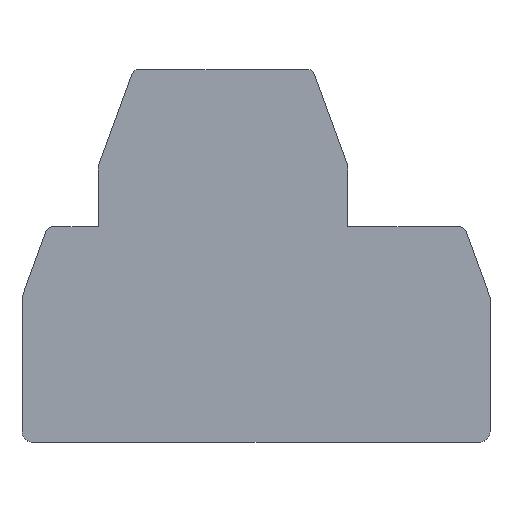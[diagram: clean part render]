
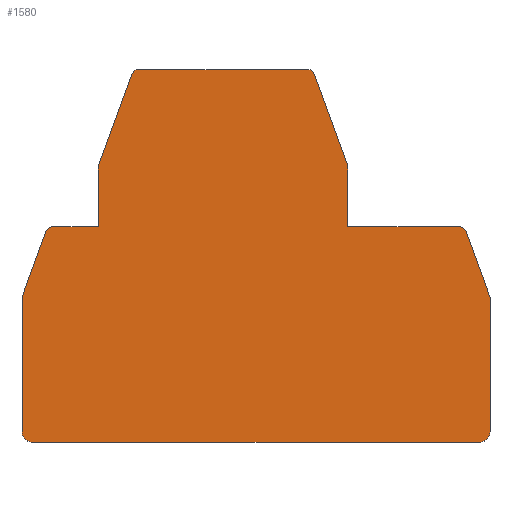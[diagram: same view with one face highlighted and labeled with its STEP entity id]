
A CAD part, top view. The second image highlights one B-rep face of the part: STEP entity #1580.
In plain terms, the highlighted face is planar.
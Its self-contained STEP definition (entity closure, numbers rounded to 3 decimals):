
#10=CARTESIAN_POINT('',(3.9,26.48,-3.));
#20=DIRECTION('',(0.,0.,-1.));
#30=DIRECTION('',(1.,0.,0.));
#40=AXIS2_PLACEMENT_3D('',#10,#20,#30);
#50=PLANE('',#40);
#60=CARTESIAN_POINT('',(-546.44,1457.392,-3.));
#70=DIRECTION('',(0.,0.,-1.));
#80=DIRECTION('',(1.,0.,0.));
#90=AXIS2_PLACEMENT_3D('',#60,#70,#80);
#100=CIRCLE('',#90,1.);
#110=CARTESIAN_POINT('',(-546.782,1456.452,-3.));
#120=VERTEX_POINT('',#110);
#130=CARTESIAN_POINT('',(-547.44,1457.392,-3.));
#140=VERTEX_POINT('',#130);
#150=EDGE_CURVE('',#120,#140,#100,.T.);
#160=ORIENTED_EDGE('',*,*,#150,.T.);
#170=CARTESIAN_POINT('',(-546.594,1456.384,-3.));
#180=DIRECTION('',(-0.94,0.342,0.));
#190=VECTOR('',#180,1.);
#200=LINE('',#170,#190);
#210=CARTESIAN_POINT('',(-534.252,1451.891,-3.));
#220=VERTEX_POINT('',#210);
#230=EDGE_CURVE('',#220,#120,#200,.T.);
#240=ORIENTED_EDGE('',*,*,#230,.T.);
#250=CARTESIAN_POINT('',(-525.94,1451.891,-3.));
#260=DIRECTION('',(-1.,0.,0.));
#270=VECTOR('',#260,1.);
#280=LINE('',#250,#270);
#290=CARTESIAN_POINT('',(-525.94,1451.891,-3.));
#300=VERTEX_POINT('',#290);
#310=EDGE_CURVE('',#300,#220,#280,.T.);
#320=ORIENTED_EDGE('',*,*,#310,.T.);
#330=CARTESIAN_POINT('',(-525.94,1436.642,-3.));
#340=DIRECTION('',(0.,1.,0.));
#350=VECTOR('',#340,1.);
#360=LINE('',#330,#350);
#370=CARTESIAN_POINT('',(-525.94,1436.642,-3.));
#380=VERTEX_POINT('',#370);
#390=EDGE_CURVE('',#380,#300,#360,.T.);
#400=ORIENTED_EDGE('',*,*,#390,.T.);
#410=CARTESIAN_POINT('',(-524.94,1436.642,-3.));
#420=DIRECTION('',(0.,0.,-1.));
#430=DIRECTION('',(1.,0.,0.));
#440=AXIS2_PLACEMENT_3D('',#410,#420,#430);
#450=CIRCLE('',#440,1.);
#460=CARTESIAN_POINT('',(-525.282,1435.702,-3.));
#470=VERTEX_POINT('',#460);
#480=EDGE_CURVE('',#470,#380,#450,.T.);
#490=ORIENTED_EDGE('',*,*,#480,.T.);
#500=CARTESIAN_POINT('',(-516.324,1432.441,-3.));
#510=DIRECTION('',(-0.94,0.342,0.));
#520=VECTOR('',#510,1.);
#530=LINE('',#500,#520);
#540=CARTESIAN_POINT('',(-516.324,1432.441,-3.));
#550=VERTEX_POINT('',#540);
#560=EDGE_CURVE('',#550,#470,#530,.T.);
#570=ORIENTED_EDGE('',*,*,#560,.T.);
#580=CARTESIAN_POINT('',(-497.94,1432.441,-3.));
#590=DIRECTION('',(-1.,0.,0.));
#600=VECTOR('',#590,1.);
#610=LINE('',#580,#600);
#620=CARTESIAN_POINT('',(-497.94,1432.441,-3.));
#630=VERTEX_POINT('',#620);
#640=EDGE_CURVE('',#630,#550,#610,.T.);
#650=ORIENTED_EDGE('',*,*,#640,.T.);
#660=CARTESIAN_POINT('',(-497.94,1433.941,-3.));
#670=DIRECTION('',(0.,0.,-1.));
#680=DIRECTION('',(1.,0.,0.));
#690=AXIS2_PLACEMENT_3D('',#660,#670,#680);
#700=CIRCLE('',#690,1.5);
#710=CARTESIAN_POINT('',(-496.44,1433.941,-3.));
#720=VERTEX_POINT('',#710);
#730=EDGE_CURVE('',#720,#630,#700,.T.);
#740=ORIENTED_EDGE('',*,*,#730,.T.);
#750=CARTESIAN_POINT('',(-496.44,1494.941,-3.));
#760=DIRECTION('',(0.,-1.,0.));
#770=VECTOR('',#760,1.);
#780=LINE('',#750,#770);
#790=CARTESIAN_POINT('',(-496.44,1494.941,-3.));
#800=VERTEX_POINT('',#790);
#810=EDGE_CURVE('',#800,#720,#780,.T.);
#820=ORIENTED_EDGE('',*,*,#810,.T.);
#830=CARTESIAN_POINT('',(-497.94,1494.941,-3.));
#840=DIRECTION('',(0.,0.,-1.));
#850=DIRECTION('',(1.,0.,0.));
#860=AXIS2_PLACEMENT_3D('',#830,#840,#850);
#870=CIRCLE('',#860,1.5);
#880=CARTESIAN_POINT('',(-497.94,1496.441,-3.));
#890=VERTEX_POINT('',#880);
#900=EDGE_CURVE('',#890,#800,#870,.T.);
#910=ORIENTED_EDGE('',*,*,#900,.T.);
#920=CARTESIAN_POINT('',(-516.324,1496.441,-3.));
#930=DIRECTION('',(1.,0.,0.));
#940=VECTOR('',#930,1.);
#950=LINE('',#920,#940);
#960=CARTESIAN_POINT('',(-516.324,1496.441,-3.));
#970=VERTEX_POINT('',#960);
#980=EDGE_CURVE('',#970,#890,#950,.T.);
#990=ORIENTED_EDGE('',*,*,#980,.T.);
#1000=CARTESIAN_POINT('',(-525.282,1493.181,-3.));
#1010=DIRECTION('',(0.94,0.342,0.));
#1020=VECTOR('',#1010,1.);
#1030=LINE('',#1000,#1020);
#1040=CARTESIAN_POINT('',(-525.282,1493.181,-3.));
#1050=VERTEX_POINT('',#1040);
#1060=EDGE_CURVE('',#1050,#970,#1030,.T.);
#1070=ORIENTED_EDGE('',*,*,#1060,.T.);
#1080=CARTESIAN_POINT('',(-524.94,1492.241,-3.));
#1090=DIRECTION('',(0.,0.,-1.));
#1100=DIRECTION('',(1.,0.,0.));
#1110=AXIS2_PLACEMENT_3D('',#1080,#1090,#1100);
#1120=CIRCLE('',#1110,1.);
#1130=CARTESIAN_POINT('',(-525.94,1492.241,-3.));
#1140=VERTEX_POINT('',#1130);
#1150=EDGE_CURVE('',#1140,#1050,#1120,.T.);
#1160=ORIENTED_EDGE('',*,*,#1150,.T.);
#1170=CARTESIAN_POINT('',(-525.94,1485.991,-3.));
#1180=DIRECTION('',(0.,1.,0.));
#1190=VECTOR('',#1180,1.);
#1200=LINE('',#1170,#1190);
#1210=CARTESIAN_POINT('',(-525.94,1485.991,-3.));
#1220=VERTEX_POINT('',#1210);
#1230=EDGE_CURVE('',#1220,#1140,#1200,.T.);
#1240=ORIENTED_EDGE('',*,*,#1230,.T.);
#1250=CARTESIAN_POINT('',(-525.94,1485.991,-3.));
#1260=DIRECTION('',(-1.,0.,0.));
#1270=VECTOR('',#1260,1.);
#1280=LINE('',#1250,#1270);
#1290=CARTESIAN_POINT('',(-534.252,1485.991,-3.));
#1300=VERTEX_POINT('',#1290);
#1310=EDGE_CURVE('',#1220,#1300,#1280,.T.);
#1320=ORIENTED_EDGE('',*,*,#1310,.F.);
#1330=CARTESIAN_POINT('',(-546.782,1481.431,-3.));
#1340=DIRECTION('',(0.94,0.342,0.));
#1350=VECTOR('',#1340,1.);
#1360=LINE('',#1330,#1350);
#1370=CARTESIAN_POINT('',(-546.782,1481.431,-3.));
#1380=VERTEX_POINT('',#1370);
#1390=EDGE_CURVE('',#1380,#1300,#1360,.T.);
#1400=ORIENTED_EDGE('',*,*,#1390,.T.);
#1410=CARTESIAN_POINT('',(-546.44,1480.491,-3.));
#1420=DIRECTION('',(0.,0.,-1.));
#1430=DIRECTION('',(1.,0.,0.));
#1440=AXIS2_PLACEMENT_3D('',#1410,#1420,#1430);
#1450=CIRCLE('',#1440,1.);
#1460=CARTESIAN_POINT('',(-547.44,1480.491,-3.));
#1470=VERTEX_POINT('',#1460);
#1480=EDGE_CURVE('',#1470,#1380,#1450,.T.);
#1490=ORIENTED_EDGE('',*,*,#1480,.T.);
#1500=CARTESIAN_POINT('',(-547.44,1480.491,-3.));
#1510=DIRECTION('',(0.,-1.,0.));
#1520=VECTOR('',#1510,1.);
#1530=LINE('',#1500,#1520);
#1540=EDGE_CURVE('',#1470,#140,#1530,.T.);
#1550=ORIENTED_EDGE('',*,*,#1540,.F.);
#1560=EDGE_LOOP('',(#1550,#1490,#1400,#1320,#1240,#1160,#1070,#990,#910,
#820,#740,#650,#570,#490,#400,#320,#240,#160));
#1570=FACE_OUTER_BOUND('',#1560,.T.);
#1580=ADVANCED_FACE('',(#1570),#50,.T.);
